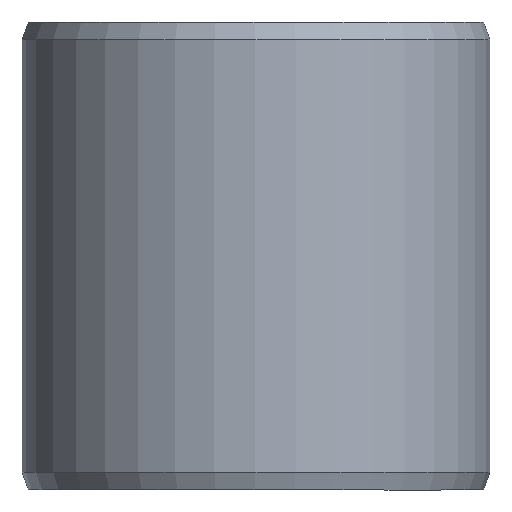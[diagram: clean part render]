
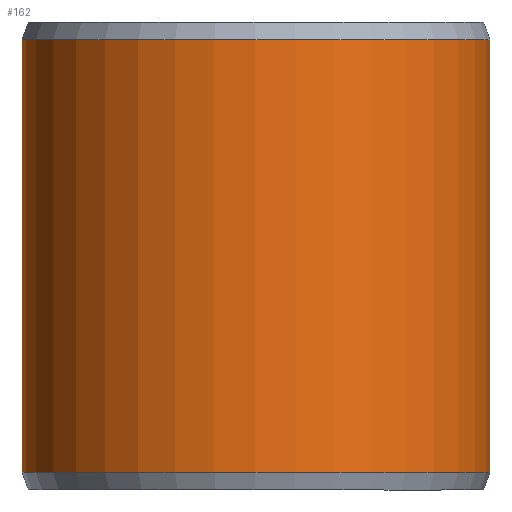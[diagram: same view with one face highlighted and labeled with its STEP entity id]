
A CAD part, front view. The second image highlights one B-rep face of the part: STEP entity #162.
In plain terms, the highlighted cylindrical face has radius 16 mm (diameter 32 mm), a partial arc.
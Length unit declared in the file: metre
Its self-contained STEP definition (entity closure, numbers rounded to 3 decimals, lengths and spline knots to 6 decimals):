
#162=ADVANCED_FACE('',(#185,#186),#187,.T.);
#185=FACE_OUTER_BOUND('',#211,.T.);
#186=FACE_BOUND('',#212,.T.);
#187=CYLINDRICAL_SURFACE('',#213,0.016);
#211=EDGE_LOOP('',(#289,#290,#291,#292));
#212=EDGE_LOOP('',(#293));
#213=AXIS2_PLACEMENT_3D('',#294,#295,#296);
#289=ORIENTED_EDGE('',*,*,#314,.T.);
#290=ORIENTED_EDGE('',*,*,#323,.F.);
#291=ORIENTED_EDGE('',*,*,#309,.F.);
#292=ORIENTED_EDGE('',*,*,#324,.T.);
#293=ORIENTED_EDGE('',*,*,#327,.T.);
#294=CARTESIAN_POINT('',(0.,0.,0.0));
#295=DIRECTION('',(0.,0.0,-1.0));
#296=DIRECTION('',(-1.0,0.0,0.));
#309=EDGE_CURVE('',#341,#342,#343,.T.);
#314=EDGE_CURVE('',#351,#349,#352,.T.);
#323=EDGE_CURVE('',#342,#349,#365,.T.);
#324=EDGE_CURVE('',#341,#351,#366,.T.);
#327=EDGE_CURVE('',#370,#370,#371,.T.);
#341=VERTEX_POINT('',#389);
#342=VERTEX_POINT('',#390);
#343=CIRCLE('',#391,0.016);
#349=VERTEX_POINT('',#399);
#351=VERTEX_POINT('',#402);
#352=CIRCLE('',#403,0.016);
#365=LINE('',#422,#423);
#366=LINE('',#424,#425);
#370=VERTEX_POINT('',#489);
#371=B_SPLINE_CURVE_WITH_KNOTS('',3,(#490,#491,#492,#493,#494,#495,#496,#497,#498,#499,#500,#501,#502,#503,#504,#505,#506,#507,#508,#509,#510,#511,#512,#513,#514,#515,#516,#517,#518,#519,#520,#521,#522,#523,#524,#525,#526,#527,#528,#529,#530,#531,#532,#533,#534,#535,#536,#537,#538,#539,#540,#541,#542,#543,#544,#545,#546,#547,#548,#549,#550,#551,#552,#553),.UNSPECIFIED.,.T.,.F.,(2,2,2,2,2,2,2,2,2,2,2,2,2,2,2,2,2,2,2,2,2,2,2,2,2,2,2,2,2,2,2,2,2,2),(-0.000587,0.0,0.000587,0.001175,0.001762,0.00235,0.002937,0.003525,0.004112,0.004699,0.005287,0.005874,0.006462,0.007049,0.007637,0.008224,0.008812,0.009399,0.009986,0.010574,0.011161,0.011749,0.012336,0.012924,0.013511,0.014098,0.014686,0.015273,0.015861,0.016448,0.017623,0.018211,0.018798,0.019385),.UNSPECIFIED.);
#389=CARTESIAN_POINT('',(0.000279,0.015998,0.0012));
#390=CARTESIAN_POINT('',(0.,0.016,0.0012));
#391=AXIS2_PLACEMENT_3D('',#567,#568,#569);
#399=CARTESIAN_POINT('',(0.,0.016,0.0308));
#402=CARTESIAN_POINT('',(0.000279,0.015998,0.0308));
#403=AXIS2_PLACEMENT_3D('',#576,#577,#578);
#422=CARTESIAN_POINT('',(0.,0.016,0.0012));
#423=VECTOR('',#591,1.0);
#424=CARTESIAN_POINT('',(0.000279,0.015998,0.0012));
#425=VECTOR('',#592,1.0);
#489=CARTESIAN_POINT('',(0.011926,-0.010666,0.016));
#490=CARTESIAN_POINT('',(0.011926,-0.010666,0.015801));
#491=CARTESIAN_POINT('',(0.011926,-0.010666,0.016199));
#492=CARTESIAN_POINT('',(0.01194,-0.010651,0.016394));
#493=CARTESIAN_POINT('',(0.011991,-0.010593,0.016778));
#494=CARTESIAN_POINT('',(0.01203,-0.010549,0.016969));
#495=CARTESIAN_POINT('',(0.012131,-0.010433,0.017332));
#496=CARTESIAN_POINT('',(0.012192,-0.010362,0.017504));
#497=CARTESIAN_POINT('',(0.012333,-0.010193,0.01783));
#498=CARTESIAN_POINT('',(0.012414,-0.010095,0.017984));
#499=CARTESIAN_POINT('',(0.012588,-0.009877,0.01826));
#500=CARTESIAN_POINT('',(0.012681,-0.009757,0.018384));
#501=CARTESIAN_POINT('',(0.01288,-0.009494,0.018603));
#502=CARTESIAN_POINT('',(0.012983,-0.009353,0.018696));
#503=CARTESIAN_POINT('',(0.013191,-0.009057,0.018846));
#504=CARTESIAN_POINT('',(0.013297,-0.0089,0.018903));
#505=CARTESIAN_POINT('',(0.013509,-0.008575,0.018981));
#506=CARTESIAN_POINT('',(0.013613,-0.00841,0.019));
#507=CARTESIAN_POINT('',(0.013815,-0.008074,0.019));
#508=CARTESIAN_POINT('',(0.013914,-0.007901,0.018981));
#509=CARTESIAN_POINT('',(0.014101,-0.007564,0.018904));
#510=CARTESIAN_POINT('',(0.014188,-0.007398,0.018847));
#511=CARTESIAN_POINT('',(0.014353,-0.007073,0.018696));
#512=CARTESIAN_POINT('',(0.01443,-0.006915,0.018603));
#513=CARTESIAN_POINT('',(0.014568,-0.006619,0.018386));
#514=CARTESIAN_POINT('',(0.01463,-0.006479,0.018261));
#515=CARTESIAN_POINT('',(0.014742,-0.006221,0.017982));
#516=CARTESIAN_POINT('',(0.01479,-0.006105,0.017831));
#517=CARTESIAN_POINT('',(0.014872,-0.005901,0.017507));
#518=CARTESIAN_POINT('',(0.014907,-0.005812,0.017331));
#519=CARTESIAN_POINT('',(0.014962,-0.00567,0.016969));
#520=CARTESIAN_POINT('',(0.014982,-0.005615,0.016782));
#521=CARTESIAN_POINT('',(0.01501,-0.005542,0.016396));
#522=CARTESIAN_POINT('',(0.015017,-0.005523,0.016197));
#523=CARTESIAN_POINT('',(0.015017,-0.005523,0.015805));
#524=CARTESIAN_POINT('',(0.01501,-0.005541,0.01561));
#525=CARTESIAN_POINT('',(0.014983,-0.005615,0.015222));
#526=CARTESIAN_POINT('',(0.014962,-0.005669,0.015033));
#527=CARTESIAN_POINT('',(0.014908,-0.005811,0.014672));
#528=CARTESIAN_POINT('',(0.014873,-0.005899,0.014497));
#529=CARTESIAN_POINT('',(0.01479,-0.006104,0.01417));
#530=CARTESIAN_POINT('',(0.014742,-0.00622,0.014019));
#531=CARTESIAN_POINT('',(0.014632,-0.006476,0.013742));
#532=CARTESIAN_POINT('',(0.014568,-0.006617,0.013616));
#533=CARTESIAN_POINT('',(0.01443,-0.006913,0.013398));
#534=CARTESIAN_POINT('',(0.014355,-0.007069,0.013306));
#535=CARTESIAN_POINT('',(0.01419,-0.007394,0.013154));
#536=CARTESIAN_POINT('',(0.014101,-0.007562,0.013097));
#537=CARTESIAN_POINT('',(0.013916,-0.007899,0.01302));
#538=CARTESIAN_POINT('',(0.013818,-0.008069,0.013));
#539=CARTESIAN_POINT('',(0.013614,-0.008409,0.013));
#540=CARTESIAN_POINT('',(0.01351,-0.008574,0.013019));
#541=CARTESIAN_POINT('',(0.0133,-0.008896,0.013095));
#542=CARTESIAN_POINT('',(0.013193,-0.009055,0.013153));
#543=CARTESIAN_POINT('',(0.012984,-0.009352,0.013303));
#544=CARTESIAN_POINT('',(0.012882,-0.009492,0.013395));
#545=CARTESIAN_POINT('',(0.012684,-0.009754,0.013613));
#546=CARTESIAN_POINT('',(0.012589,-0.009876,0.013739));
#547=CARTESIAN_POINT('',(0.012328,-0.010203,0.014153));
#548=CARTESIAN_POINT('',(0.012181,-0.010375,0.014487));
#549=CARTESIAN_POINT('',(0.012031,-0.010548,0.015028));
#550=CARTESIAN_POINT('',(0.011992,-0.010592,0.015218));
#551=CARTESIAN_POINT('',(0.01194,-0.010651,0.015605));
#552=CARTESIAN_POINT('',(0.011926,-0.010666,0.015801));
#553=CARTESIAN_POINT('',(0.011926,-0.010666,0.016199));
#567=CARTESIAN_POINT('',(0.,0.,0.0012));
#568=DIRECTION('',(0.,0.0,-1.0));
#569=DIRECTION('',(-1.0,0.0,0.));
#576=CARTESIAN_POINT('',(0.,0.,0.0308));
#577=DIRECTION('',(0.,0.0,-1.0));
#578=DIRECTION('',(-1.0,0.0,0.));
#591=DIRECTION('',(0.,0.,1.0));
#592=DIRECTION('',(0.,0.,1.0));
